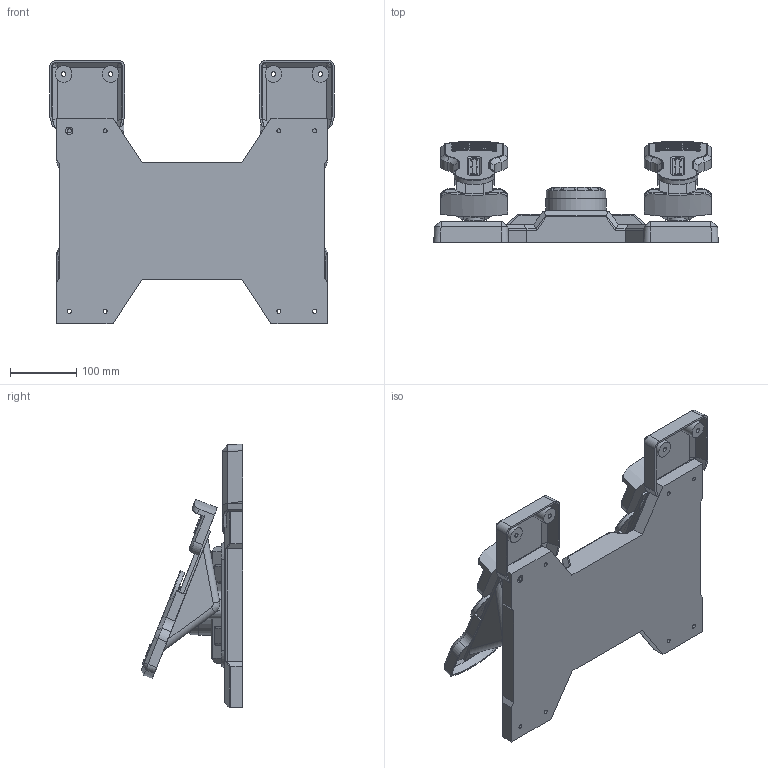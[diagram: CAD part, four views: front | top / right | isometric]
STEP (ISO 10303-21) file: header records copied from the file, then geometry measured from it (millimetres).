
FILE_DESCRIPTION(/* description */ (''),/* implementation_level */ '2;1');
FILE_NAME(/* name */ 'Saitek pedales_v1.step',/* time_stamp */ '2021-12-11T14:12:39-07:00',/* author */ (''),/* organization */ (''),/* preprocessor_version */ 'ST-DEVELOPER v18.1',/* originating_system */ 'Autodesk Translation Framework v10.10.0.1391',/* authorisation */ '');
FILE_SCHEMA (('AUTOMOTIVE_DESIGN { 1 0 10303 214 3 1 1 }'));
Products named in the file (4): Saitek pedales; Saitek pedales Base principal; Saitek pedales Apoya pies; Saitek pedales Puntera
Assembly tree (5 placements, depth 2):
  Saitek pedales
    Saitek pedales Base principal
    Saitek pedales Apoya pies  x2
    Saitek pedales Puntera  x2
Bounding box: 428.8 x 152.54 x 397.47 mm (x, y, z)
Volume: 4580894.9 mm3; surface area: 558979.8 mm2
Topology: 5 solids, 5 shells, 1383 faces, 3567 edges, 2298 vertices
Faces by surface type: plane 779, cylinder 262, bspline 221, cone 60, torus 51, sphere 10
Full cylindrical faces by diameter (mm): 6.11 x1, 6.12 x12, 6.7 x4, 10.7 x2, 15 x2, 25 x4, 33.89 x1, 89.5 x1, 91 x1
Entity records: 49002 total; most frequent: CARTESIAN_POINT 20498, ORIENTED_EDGE 6086, DIRECTION 5036, EDGE_CURVE 3043, LINE 2020, VECTOR 2020, VERTEX_POINT 1972, AXIS2_PLACEMENT_3D 1508
